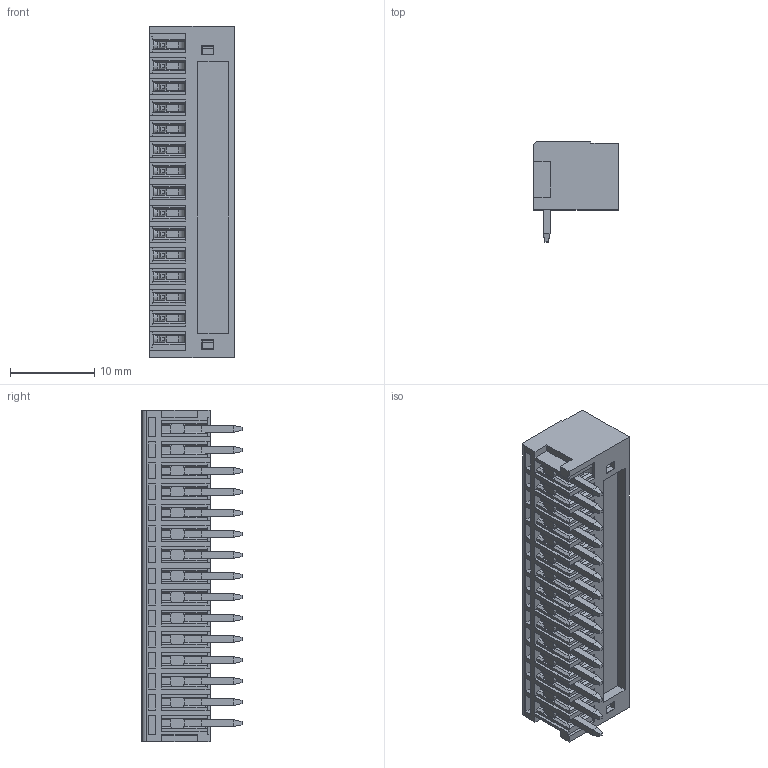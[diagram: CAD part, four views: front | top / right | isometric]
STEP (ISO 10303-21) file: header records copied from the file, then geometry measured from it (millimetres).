
FILE_DESCRIPTION((''),'2;1');
FILE_NAME('TLPHC-006R-17P','2024-09-18T',('sheji'),(''),'PRO/ENGINEER BY PARAMETRIC TECHNOLOGY CORPORATION, 2015240','PRO/ENGINEER BY PARAMETRIC TECHNOLOGY CORPORATION, 2015240','');
FILE_SCHEMA(('CONFIG_CONTROL_DESIGN'));
Length unit declared in the file: millimetre
Products named in the file (1): TLPHC-006R-17P
Bounding box: 10.1 x 11.9 x 39.4 mm (x, y, z)
Volume: 1734.2 mm3; surface area: 3505.2 mm2
Topology: 1 solids, 1 shells, 1409 faces, 3732 edges, 2372 vertices
Faces by surface type: plane 1228, cylinder 121, cone 60
Entity records: 42709 total; most frequent: CARTESIAN_POINT 7662, ORIENTED_EDGE 7464, DIRECTION 6867, EDGE_CURVE 3732, VECTOR 3325, LINE 3325, VERTEX_POINT 2372, AXIS2_PLACEMENT_3D 1771
